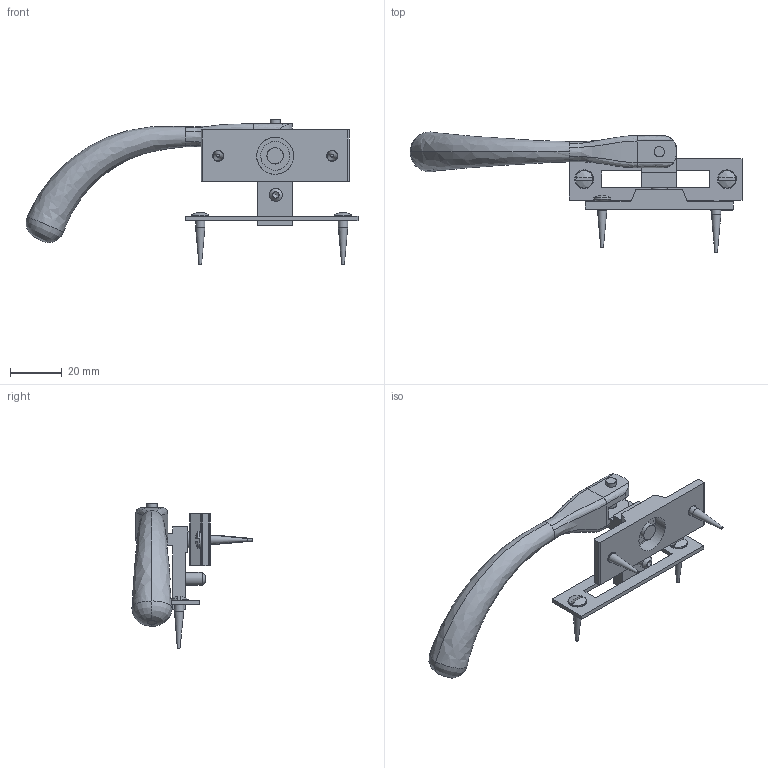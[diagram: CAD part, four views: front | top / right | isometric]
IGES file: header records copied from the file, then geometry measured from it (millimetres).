
Global section: file name: P4511L-MP; native system: Autodesk Inventor 2018; preprocessor: unknown; author: ashami; date: 20180911.120828; units: millimetre
Bounding box: 128.12 x 46.37 x 55.87 mm (x, y, z)
Volume: 22173.7 mm3; surface area: 13962.5 mm2
Topology: 12 solids, 12 shells, 164 faces, 406 edges, 268 vertices
Faces by surface type: bspline 164
